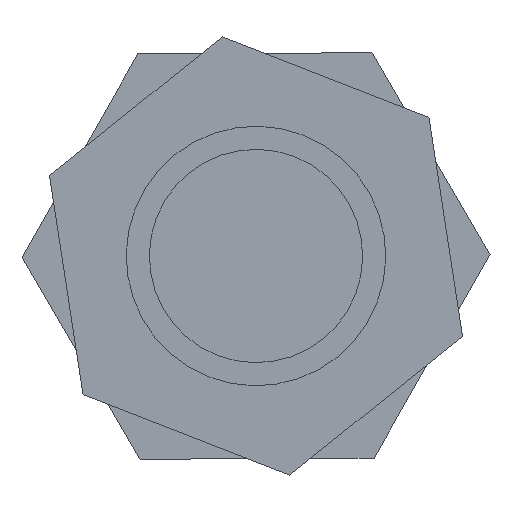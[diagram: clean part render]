
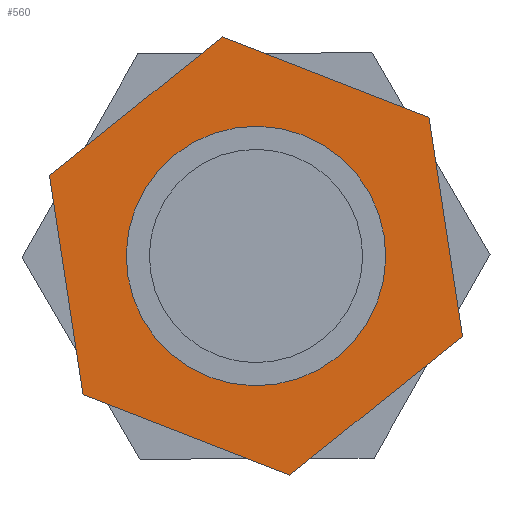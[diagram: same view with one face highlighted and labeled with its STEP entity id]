
A CAD part, front view. The second image highlights one B-rep face of the part: STEP entity #560.
In plain terms, the highlighted face is planar.
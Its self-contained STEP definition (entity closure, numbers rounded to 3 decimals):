
#36=LINE('',#1126,#72);
#37=LINE('',#1129,#73);
#38=LINE('',#1131,#74);
#39=LINE('',#1133,#75);
#40=LINE('',#1135,#76);
#41=LINE('',#1137,#77);
#72=VECTOR('',#967,1000.);
#73=VECTOR('',#968,1000.);
#74=VECTOR('',#969,1000.);
#75=VECTOR('',#970,1000.);
#76=VECTOR('',#971,1000.);
#77=VECTOR('',#972,1000.);
#187=ORIENTED_EDGE('',*,*,#276,.F.);
#188=ORIENTED_EDGE('',*,*,#277,.F.);
#189=ORIENTED_EDGE('',*,*,#278,.F.);
#190=ORIENTED_EDGE('',*,*,#279,.F.);
#191=ORIENTED_EDGE('',*,*,#280,.F.);
#192=ORIENTED_EDGE('',*,*,#281,.F.);
#193=ORIENTED_EDGE('',*,*,#282,.T.);
#276=EDGE_CURVE('',#331,#332,#36,.T.);
#277=EDGE_CURVE('',#333,#331,#37,.T.);
#278=EDGE_CURVE('',#334,#333,#38,.T.);
#279=EDGE_CURVE('',#335,#334,#39,.T.);
#280=EDGE_CURVE('',#336,#335,#40,.T.);
#281=EDGE_CURVE('',#332,#336,#41,.T.);
#282=EDGE_CURVE('',#337,#337,#368,.T.);
#331=VERTEX_POINT('',#1127);
#332=VERTEX_POINT('',#1128);
#333=VERTEX_POINT('',#1130);
#334=VERTEX_POINT('',#1132);
#335=VERTEX_POINT('',#1134);
#336=VERTEX_POINT('',#1136);
#337=VERTEX_POINT('',#1139);
#368=CIRCLE('',#838,12.167);
#416=EDGE_LOOP('',(#187,#188,#189,#190,#191,#192));
#417=EDGE_LOOP('',(#193));
#482=FACE_BOUND('',#416,.T.);
#483=FACE_BOUND('',#417,.T.);
#525=PLANE('',#837);
#560=ADVANCED_FACE('',(#482,#483),#525,.F.);
#837=AXIS2_PLACEMENT_3D('',#1125,#965,#966);
#838=AXIS2_PLACEMENT_3D('',#1138,#973,#974);
#965=DIRECTION('',(0.,-1.,0.));
#966=DIRECTION('',(0.,0.,-1.));
#967=DIRECTION('',(1.,0.,0.));
#968=DIRECTION('',(0.5,0.,-0.866));
#969=DIRECTION('',(-0.5,0.,-0.866));
#970=DIRECTION('',(-1.,0.,0.));
#971=DIRECTION('',(-0.5,0.,0.866));
#972=DIRECTION('',(0.5,0.,0.866));
#973=DIRECTION('',(0.,-1.,0.));
#974=DIRECTION('',(0.,0.,-1.));
#1125=CARTESIAN_POINT('',(0.,19.,0.));
#1126=CARTESIAN_POINT('',(-7.794,19.,-18.));
#1127=CARTESIAN_POINT('',(-10.392,19.,-18.));
#1128=CARTESIAN_POINT('',(10.392,19.,-18.));
#1129=CARTESIAN_POINT('',(-19.486,19.,-2.25));
#1130=CARTESIAN_POINT('',(-20.785,19.,0.));
#1131=CARTESIAN_POINT('',(-11.691,19.,15.75));
#1132=CARTESIAN_POINT('',(-10.392,19.,18.));
#1133=CARTESIAN_POINT('',(7.794,19.,18.));
#1134=CARTESIAN_POINT('',(10.392,19.,18.));
#1135=CARTESIAN_POINT('',(19.486,19.,2.25));
#1136=CARTESIAN_POINT('',(20.785,19.,0.));
#1137=CARTESIAN_POINT('',(11.691,19.,-15.75));
#1138=CARTESIAN_POINT('',(0.,19.,0.));
#1139=CARTESIAN_POINT('',(0.,19.,-12.167));
